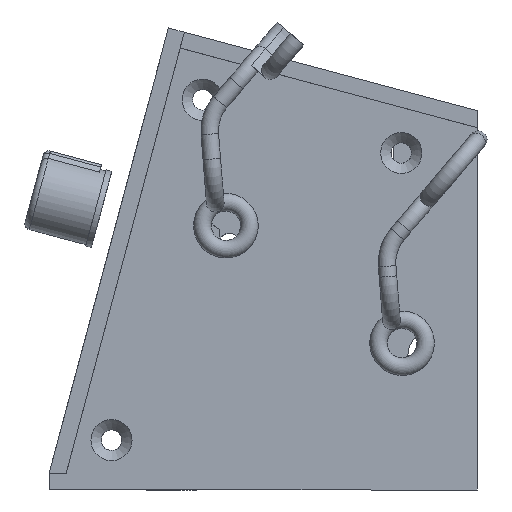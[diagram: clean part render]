
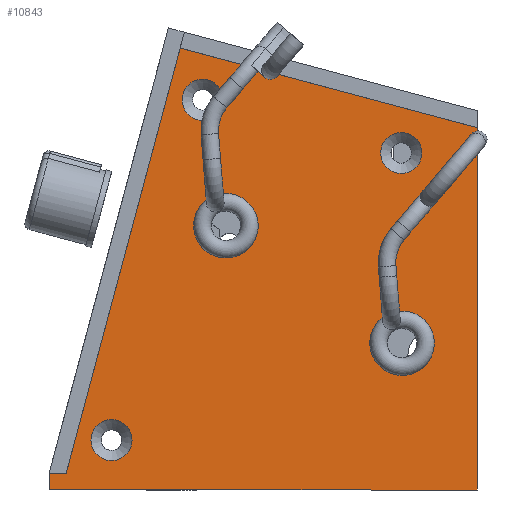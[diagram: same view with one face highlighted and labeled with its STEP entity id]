
A CAD part, left-side view. The second image highlights one B-rep face of the part: STEP entity #10843.
In plain terms, the highlighted planar face has unit normal (-1, 0, 0).
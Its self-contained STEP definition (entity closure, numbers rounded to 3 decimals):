
#509=LINE('',#16743,#1413);
#510=LINE('',#16745,#1414);
#511=LINE('',#16747,#1415);
#512=LINE('',#16749,#1416);
#513=LINE('',#16751,#1417);
#514=LINE('',#16752,#1418);
#1413=VECTOR('',#13204,72.8);
#1414=VECTOR('',#13205,61.678);
#1415=VECTOR('',#13206,52.376);
#1416=VECTOR('',#13207,74.989);
#1417=VECTOR('',#13208,2.8);
#1418=VECTOR('',#13209,2.8);
#2281=PLANE('',#11813);
#2868=FACE_BOUND('',#4033,.T.);
#2869=FACE_BOUND('',#4034,.T.);
#2870=FACE_BOUND('',#4035,.T.);
#2871=FACE_BOUND('',#4036,.T.);
#2872=FACE_BOUND('',#4037,.T.);
#3187=FACE_OUTER_BOUND('',#4032,.T.);
#4032=EDGE_LOOP('',(#8121,#8122,#8123,#8124,#8125,#8126));
#4033=EDGE_LOOP('',(#8127));
#4034=EDGE_LOOP('',(#8128));
#4035=EDGE_LOOP('',(#8129));
#4036=EDGE_LOOP('',(#8130));
#4037=EDGE_LOOP('',(#8131));
#5153=CIRCLE('',#11812,3.5);
#5154=CIRCLE('',#11814,3.5);
#5155=CIRCLE('',#11815,2.75);
#5156=CIRCLE('',#11816,2.75);
#5157=CIRCLE('',#11817,3.5);
#5643=VERTEX_POINT('',#16738);
#5644=VERTEX_POINT('',#16741);
#5645=VERTEX_POINT('',#16742);
#5646=VERTEX_POINT('',#16744);
#5647=VERTEX_POINT('',#16746);
#5648=VERTEX_POINT('',#16748);
#5649=VERTEX_POINT('',#16750);
#5650=VERTEX_POINT('',#16753);
#5651=VERTEX_POINT('',#16755);
#5652=VERTEX_POINT('',#16757);
#5653=VERTEX_POINT('',#16759);
#6692=EDGE_CURVE('',#5643,#5643,#5153,.T.);
#6693=EDGE_CURVE('',#5644,#5645,#509,.T.);
#6694=EDGE_CURVE('',#5645,#5646,#510,.T.);
#6695=EDGE_CURVE('',#5646,#5647,#511,.T.);
#6696=EDGE_CURVE('',#5647,#5648,#512,.T.);
#6697=EDGE_CURVE('',#5648,#5649,#513,.T.);
#6698=EDGE_CURVE('',#5649,#5644,#514,.T.);
#6699=EDGE_CURVE('',#5650,#5650,#5154,.T.);
#6700=EDGE_CURVE('',#5651,#5651,#5155,.T.);
#6701=EDGE_CURVE('',#5652,#5652,#5156,.T.);
#6702=EDGE_CURVE('',#5653,#5653,#5157,.T.);
#8121=ORIENTED_EDGE('',*,*,#6693,.T.);
#8122=ORIENTED_EDGE('',*,*,#6694,.T.);
#8123=ORIENTED_EDGE('',*,*,#6695,.T.);
#8124=ORIENTED_EDGE('',*,*,#6696,.T.);
#8125=ORIENTED_EDGE('',*,*,#6697,.T.);
#8126=ORIENTED_EDGE('',*,*,#6698,.T.);
#8127=ORIENTED_EDGE('',*,*,#6699,.F.);
#8128=ORIENTED_EDGE('',*,*,#6700,.T.);
#8129=ORIENTED_EDGE('',*,*,#6701,.T.);
#8130=ORIENTED_EDGE('',*,*,#6702,.F.);
#8131=ORIENTED_EDGE('',*,*,#6692,.F.);
#10843=ADVANCED_FACE('',(#3187,#2868,#2869,#2870,#2871,#2872),#2281,.T.);
#11812=AXIS2_PLACEMENT_3D('',#16739,#13200,#13201);
#11813=AXIS2_PLACEMENT_3D('',#16740,#13202,#13203);
#11814=AXIS2_PLACEMENT_3D('',#16754,#13210,#13211);
#11815=AXIS2_PLACEMENT_3D('',#16756,#13212,#13213);
#11816=AXIS2_PLACEMENT_3D('',#16758,#13214,#13215);
#11817=AXIS2_PLACEMENT_3D('',#16760,#13216,#13217);
#13200=DIRECTION('center_axis',(-1.,0.,0.));
#13201=DIRECTION('ref_axis',(0.,0.,-1.));
#13202=DIRECTION('center_axis',(-1.,0.,0.));
#13203=DIRECTION('ref_axis',(0.,0.,1.));
#13204=DIRECTION('',(0.,-1.,0.));
#13205=DIRECTION('',(0.,0.,1.));
#13206=DIRECTION('',(0.,0.966,0.259));
#13207=DIRECTION('',(0.,0.259,-0.966));
#13208=DIRECTION('',(0.,1.,0.));
#13209=DIRECTION('',(0.,0.,-1.));
#13210=DIRECTION('center_axis',(-1.,0.,0.));
#13211=DIRECTION('ref_axis',(0.,0.,-1.));
#13212=DIRECTION('center_axis',(1.,0.,0.));
#13213=DIRECTION('ref_axis',(0.,0.,-1.));
#13214=DIRECTION('center_axis',(1.,0.,0.));
#13215=DIRECTION('ref_axis',(0.,0.,-1.));
#13216=DIRECTION('center_axis',(-1.,0.,0.));
#13217=DIRECTION('ref_axis',(0.,0.,-1.));
#16738=CARTESIAN_POINT('',(-80.,59.886,20.209));
#16739=CARTESIAN_POINT('Origin',(-80.,59.886,16.709));
#16740=CARTESIAN_POINT('Origin',(-80.,69.016,9.617));
#16741=CARTESIAN_POINT('',(-80.,70.416,8.217));
#16742=CARTESIAN_POINT('',(-80.,-2.384,8.217));
#16743=CARTESIAN_POINT('',(-80.,67.616,8.217));
#16744=CARTESIAN_POINT('',(-80.,-2.384,69.895));
#16745=CARTESIAN_POINT('',(-80.,-2.384,69.895));
#16746=CARTESIAN_POINT('',(-80.,48.207,83.451));
#16747=CARTESIAN_POINT('',(-80.,48.207,83.451));
#16748=CARTESIAN_POINT('',(-80.,67.616,11.017));
#16749=CARTESIAN_POINT('',(-80.,67.616,11.017));
#16750=CARTESIAN_POINT('',(-80.,70.416,11.017));
#16751=CARTESIAN_POINT('',(-80.,70.416,11.017));
#16752=CARTESIAN_POINT('',(-80.,70.416,8.217));
#16753=CARTESIAN_POINT('',(-80.,44.357,78.164));
#16754=CARTESIAN_POINT('Origin',(-80.,44.357,74.664));
#16755=CARTESIAN_POINT('',(-80.,40.416,55.967));
#16756=CARTESIAN_POINT('Origin',(-80.,40.416,53.217));
#16757=CARTESIAN_POINT('',(-80.,10.416,35.967));
#16758=CARTESIAN_POINT('Origin',(-80.,10.416,33.217));
#16759=CARTESIAN_POINT('',(-80.,10.55,69.106));
#16760=CARTESIAN_POINT('Origin',(-80.,10.55,65.606));
